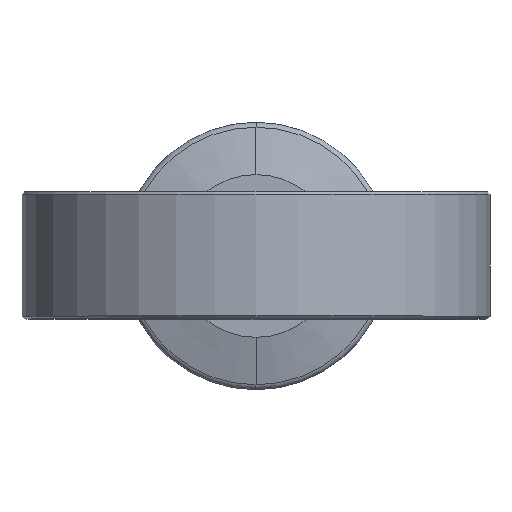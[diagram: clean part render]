
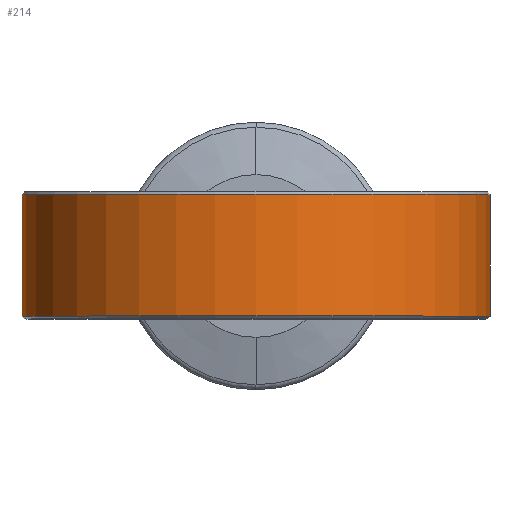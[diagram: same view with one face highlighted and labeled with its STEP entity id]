
A CAD part, top view. The second image highlights one B-rep face of the part: STEP entity #214.
In plain terms, the highlighted cylindrical face has radius 35 mm (diameter 70 mm), a partial arc.
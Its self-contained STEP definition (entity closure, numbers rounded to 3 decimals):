
#28 = VERTEX_POINT ( 'NONE', #2755 ) ;
#110 = ORIENTED_EDGE ( 'NONE', *, *, #1933, .T. ) ;
#117 = ORIENTED_EDGE ( 'NONE', *, *, #221, .T. ) ;
#196 = VERTEX_POINT ( 'NONE', #1401 ) ;
#214 = ADVANCED_FACE ( 'NONE', ( #1740 ), #2303, .T. ) ;
#221 = EDGE_CURVE ( 'NONE', #196, #893, #2970, .T. ) ;
#284 = EDGE_LOOP ( 'NONE', ( #2788, #117, #110, #1310 ) ) ;
#339 = DIRECTION ( 'NONE',  ( 0., 1., 0. ) ) ;
#434 = CARTESIAN_POINT ( 'NONE',  ( 0., -9.1, 0. ) ) ;
#670 = DIRECTION ( 'NONE',  ( 0., 0., -1. ) ) ;
#756 = CARTESIAN_POINT ( 'NONE',  ( 0., 9.1, 0. ) ) ;
#893 = VERTEX_POINT ( 'NONE', #2477 ) ;
#998 = DIRECTION ( 'NONE',  ( 0., 1., 0. ) ) ;
#1108 = AXIS2_PLACEMENT_3D ( 'NONE', #756, #1241, #2961 ) ;
#1241 = DIRECTION ( 'NONE',  ( 0., -1., 0. ) ) ;
#1286 = VECTOR ( 'NONE', #998, 1000. ) ;
#1310 = ORIENTED_EDGE ( 'NONE', *, *, #2087, .F. ) ;
#1401 = CARTESIAN_POINT ( 'NONE',  ( 0., -9.1, -35. ) ) ;
#1414 = CARTESIAN_POINT ( 'NONE',  ( 0., 31.392, -35. ) ) ;
#1528 = AXIS2_PLACEMENT_3D ( 'NONE', #434, #2139, #670 ) ;
#1586 = CIRCLE ( 'NONE', #1528, 35. ) ;
#1653 = VECTOR ( 'NONE', #339, 1000. ) ;
#1740 = FACE_OUTER_BOUND ( 'NONE', #284, .T. ) ;
#1891 = CARTESIAN_POINT ( 'NONE',  ( 0., 31.392, 0. ) ) ;
#1933 = EDGE_CURVE ( 'NONE', #893, #1971, #2984, .T. ) ;
#1937 = LINE ( 'NONE', #1946, #1286 ) ;
#1946 = CARTESIAN_POINT ( 'NONE',  ( 0., 31.392, 35. ) ) ;
#1958 = CARTESIAN_POINT ( 'NONE',  ( 0., 9.1, 35. ) ) ;
#1971 = VERTEX_POINT ( 'NONE', #1958 ) ;
#2087 = EDGE_CURVE ( 'NONE', #28, #1971, #1937, .T. ) ;
#2139 = DIRECTION ( 'NONE',  ( 0., 1., 0. ) ) ;
#2149 = DIRECTION ( 'NONE',  ( 0., 0., 1. ) ) ;
#2204 = AXIS2_PLACEMENT_3D ( 'NONE', #1891, #3123, #2149 ) ;
#2303 = CYLINDRICAL_SURFACE ( 'NONE', #2204, 35. ) ;
#2477 = CARTESIAN_POINT ( 'NONE',  ( 0., 9.1, -35. ) ) ;
#2755 = CARTESIAN_POINT ( 'NONE',  ( 0., -9.1, 35. ) ) ;
#2788 = ORIENTED_EDGE ( 'NONE', *, *, #3027, .T. ) ;
#2961 = DIRECTION ( 'NONE',  ( 0., 0., 1. ) ) ;
#2970 = LINE ( 'NONE', #1414, #1653 ) ;
#2984 = CIRCLE ( 'NONE', #1108, 35. ) ;
#3027 = EDGE_CURVE ( 'NONE', #28, #196, #1586, .T. ) ;
#3123 = DIRECTION ( 'NONE',  ( 0., 1., 0. ) ) ;
